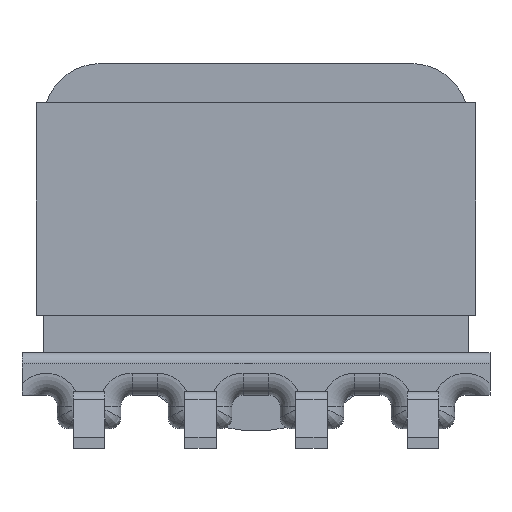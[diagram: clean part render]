
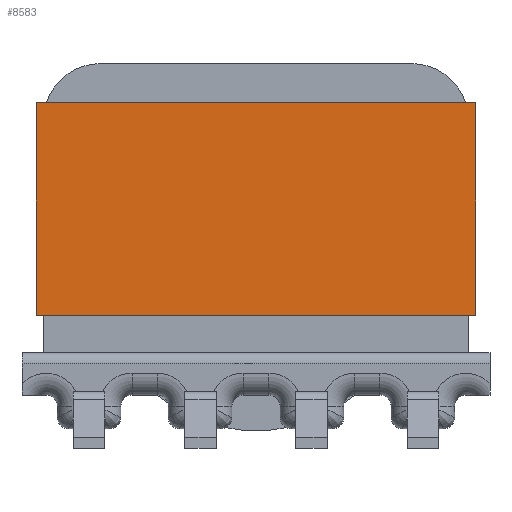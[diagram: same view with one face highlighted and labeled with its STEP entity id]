
A CAD part, front view. The second image highlights one B-rep face of the part: STEP entity #8583.
In plain terms, the highlighted face is planar.
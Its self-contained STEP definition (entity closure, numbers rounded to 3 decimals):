
#809=LINE('',#14154,#1312);
#814=LINE('',#14164,#1317);
#817=LINE('',#14169,#1320);
#818=LINE('',#14171,#1321);
#1312=VECTOR('',#10726,1000.);
#1317=VECTOR('',#10733,1000.);
#1320=VECTOR('',#10738,1000.);
#1321=VECTOR('',#10741,1000.);
#1485=PLANE('',#9141);
#3264=ORIENTED_EDGE('',*,*,#4183,.F.);
#3265=ORIENTED_EDGE('',*,*,#4191,.F.);
#3266=ORIENTED_EDGE('',*,*,#4188,.T.);
#3267=ORIENTED_EDGE('',*,*,#4192,.T.);
#4183=EDGE_CURVE('',#4743,#4744,#809,.T.);
#4188=EDGE_CURVE('',#4748,#4747,#814,.T.);
#4191=EDGE_CURVE('',#4748,#4743,#817,.T.);
#4192=EDGE_CURVE('',#4747,#4744,#818,.T.);
#4743=VERTEX_POINT('',#14153);
#4744=VERTEX_POINT('',#14155);
#4747=VERTEX_POINT('',#14163);
#4748=VERTEX_POINT('',#14165);
#5271=EDGE_LOOP('',(#3264,#3265,#3266,#3267));
#5630=FACE_BOUND('',#5271,.T.);
#8583=ADVANCED_FACE('',(#5630),#1485,.T.);
#9141=AXIS2_PLACEMENT_3D('',#14170,#10739,#10740);
#10726=DIRECTION('',(0.,0.,-1.));
#10733=DIRECTION('',(0.,0.,-1.));
#10738=DIRECTION('',(0.,1.,0.));
#10739=DIRECTION('',(1.,0.,0.));
#10740=DIRECTION('',(0.,0.,-1.));
#10741=DIRECTION('',(0.,1.,0.));
#14153=CARTESIAN_POINT('',(4.064,7.728,4.914));
#14154=CARTESIAN_POINT('',(4.064,7.728,-4.906));
#14155=CARTESIAN_POINT('',(4.064,7.728,-4.906));
#14163=CARTESIAN_POINT('',(4.064,2.978,-4.906));
#14164=CARTESIAN_POINT('',(4.064,2.978,-4.906));
#14165=CARTESIAN_POINT('',(4.064,2.978,4.914));
#14169=CARTESIAN_POINT('',(4.064,2.978,4.914));
#14170=CARTESIAN_POINT('',(4.064,2.978,-4.906));
#14171=CARTESIAN_POINT('',(4.064,2.978,-4.906));
